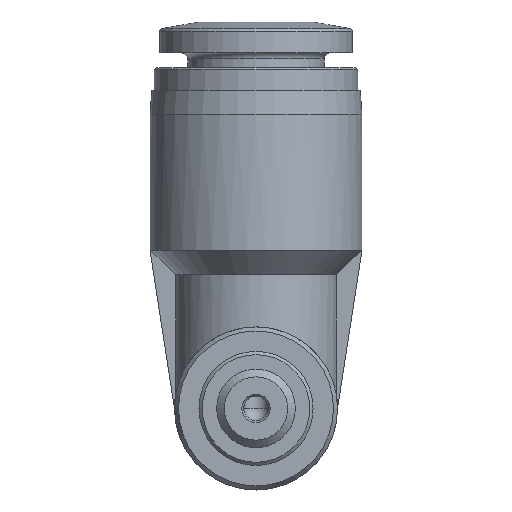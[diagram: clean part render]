
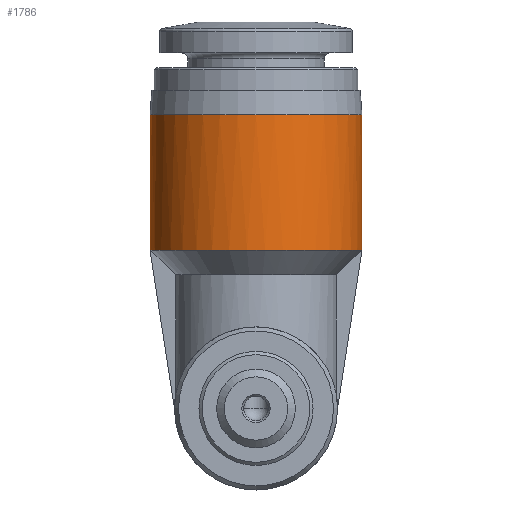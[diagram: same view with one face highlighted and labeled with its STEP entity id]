
A CAD part, front view. The second image highlights one B-rep face of the part: STEP entity #1786.
In plain terms, the highlighted cylindrical face has radius 6.5 mm (diameter 13 mm), a full revolution.
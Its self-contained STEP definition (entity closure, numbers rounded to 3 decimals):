
#37=CYLINDRICAL_SURFACE('',#1920,6.5);
#310=ORIENTED_EDGE('',*,*,#595,.F.);
#311=ORIENTED_EDGE('',*,*,#596,.F.);
#312=ORIENTED_EDGE('',*,*,#597,.F.);
#313=ORIENTED_EDGE('',*,*,#563,.F.);
#314=ORIENTED_EDGE('',*,*,#598,.F.);
#315=ORIENTED_EDGE('',*,*,#599,.F.);
#316=ORIENTED_EDGE('',*,*,#594,.T.);
#563=EDGE_CURVE('',#705,#706,#792,.T.);
#594=EDGE_CURVE('',#733,#733,#812,.T.);
#595=EDGE_CURVE('',#734,#735,#813,.T.);
#596=EDGE_CURVE('',#736,#734,#814,.T.);
#597=EDGE_CURVE('',#706,#736,#815,.T.);
#598=EDGE_CURVE('',#737,#705,#816,.T.);
#599=EDGE_CURVE('',#735,#737,#817,.T.);
#705=VERTEX_POINT('',#2589);
#706=VERTEX_POINT('',#2591);
#733=VERTEX_POINT('',#2671);
#734=VERTEX_POINT('',#2674);
#735=VERTEX_POINT('',#2675);
#736=VERTEX_POINT('',#2677);
#737=VERTEX_POINT('',#2680);
#792=CIRCLE('',#1884,6.5);
#812=CIRCLE('',#1919,6.5);
#813=CIRCLE('',#1921,6.5);
#814=CIRCLE('',#1922,6.5);
#815=CIRCLE('',#1923,6.5);
#816=CIRCLE('',#1924,6.5);
#817=CIRCLE('',#1925,6.5);
#899=EDGE_LOOP('',(#310,#311,#312,#313,#314,#315));
#900=EDGE_LOOP('',(#316));
#1029=FACE_BOUND('',#899,.T.);
#1030=FACE_BOUND('',#900,.T.);
#1786=ADVANCED_FACE('',(#1029,#1030),#37,.T.);
#1884=AXIS2_PLACEMENT_3D('',#2590,#2116,#2117);
#1919=AXIS2_PLACEMENT_3D('',#2670,#2192,#2193);
#1920=AXIS2_PLACEMENT_3D('',#2672,#2194,#2195);
#1921=AXIS2_PLACEMENT_3D('',#2673,#2196,#2197);
#1922=AXIS2_PLACEMENT_3D('',#2676,#2198,#2199);
#1923=AXIS2_PLACEMENT_3D('',#2678,#2200,#2201);
#1924=AXIS2_PLACEMENT_3D('',#2679,#2202,#2203);
#1925=AXIS2_PLACEMENT_3D('',#2681,#2204,#2205);
#2116=DIRECTION('',(0.,0.,-1.));
#2117=DIRECTION('',(-1.,0.,0.));
#2192=DIRECTION('',(0.,0.,-1.));
#2193=DIRECTION('',(-1.,0.,0.));
#2194=DIRECTION('',(0.,0.,-1.));
#2195=DIRECTION('',(-1.,0.,0.));
#2196=DIRECTION('',(0.,0.,-1.));
#2197=DIRECTION('',(-1.,0.,0.));
#2198=DIRECTION('',(0.,0.,-1.));
#2199=DIRECTION('',(-1.,0.,0.));
#2200=DIRECTION('',(0.,0.,-1.));
#2201=DIRECTION('',(-1.,0.,0.));
#2202=DIRECTION('',(0.,0.,-1.));
#2203=DIRECTION('',(-1.,0.,0.));
#2204=DIRECTION('',(0.,0.,-1.));
#2205=DIRECTION('',(-1.,0.,0.));
#2589=CARTESIAN_POINT('',(6.451,-19.3,9.7));
#2590=CARTESIAN_POINT('',(0.,-18.5,9.7));
#2591=CARTESIAN_POINT('',(-6.451,-19.3,9.7));
#2670=CARTESIAN_POINT('',(0.,-18.5,18.));
#2671=CARTESIAN_POINT('',(-6.5,-18.5,18.));
#2672=CARTESIAN_POINT('',(0.,-18.5,0.));
#2673=CARTESIAN_POINT('',(0.,-18.5,9.7));
#2674=CARTESIAN_POINT('',(-6.451,-17.7,9.7));
#2675=CARTESIAN_POINT('',(6.451,-17.7,9.7));
#2676=CARTESIAN_POINT('',(0.,-18.5,9.7));
#2677=CARTESIAN_POINT('',(-6.5,-18.5,9.7));
#2678=CARTESIAN_POINT('',(0.,-18.5,9.7));
#2679=CARTESIAN_POINT('',(0.,-18.5,9.7));
#2680=CARTESIAN_POINT('',(6.5,-18.5,9.7));
#2681=CARTESIAN_POINT('',(0.,-18.5,9.7));
